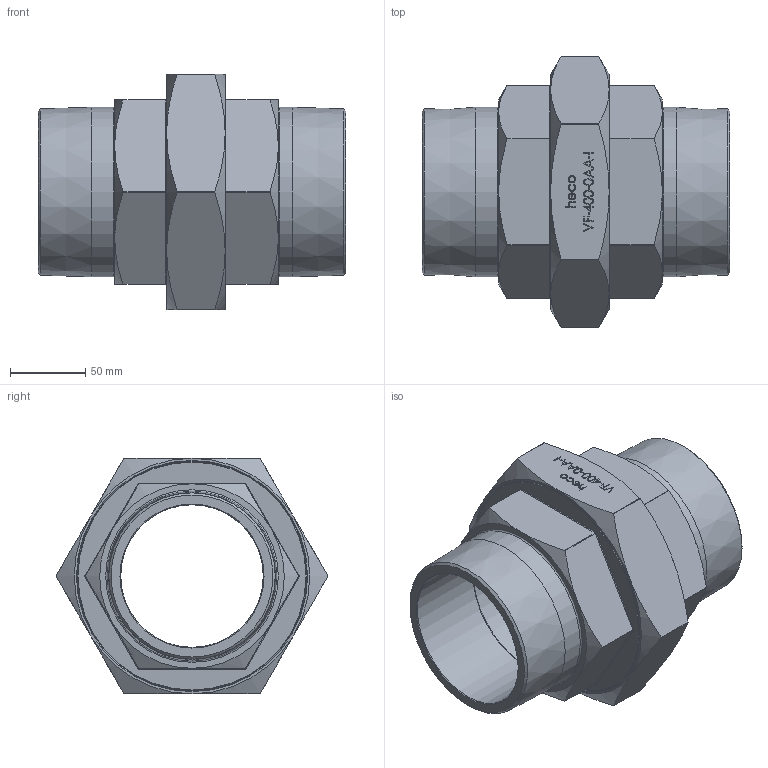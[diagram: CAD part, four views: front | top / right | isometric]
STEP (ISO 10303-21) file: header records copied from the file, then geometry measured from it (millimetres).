
FILE_DESCRIPTION (( 'STEP AP214' ), '1' );
FILE_NAME ('heco_VF-400-0AA-I.STEP', '2016-07-06T12:13:23', ( '' ), ( '' ), 'SwSTEP 2.0', 'SolidWorks 2011', '' );
FILE_SCHEMA (( 'AUTOMOTIVE_DESIGN' ));
Length unit declared in the file: millimetre
Products named in the file (1): heco_VF-400-0AA-I
Bounding box: 205 x 181.2 x 157.05 mm (x, y, z)
Volume: 1169782.5 mm3; surface area: 171843.4 mm2
Topology: 1 solids, 1 shells, 282 faces, 685 edges, 425 vertices
Faces by surface type: plane 133, bspline 74, cylinder 38, cone 34, torus 3
Full cylindrical faces by diameter (mm): 95 x2, 99 x1, 113.03 x2, 151 x1, 152.4 x1, 153 x1
Entity records: 13835 total; most frequent: CARTESIAN_POINT 6316, ORIENTED_EDGE 1298, DIRECTION 887, EDGE_CURVE 649, VERTEX_POINT 422, LINE 365, VECTOR 365, EDGE_LOOP 337
